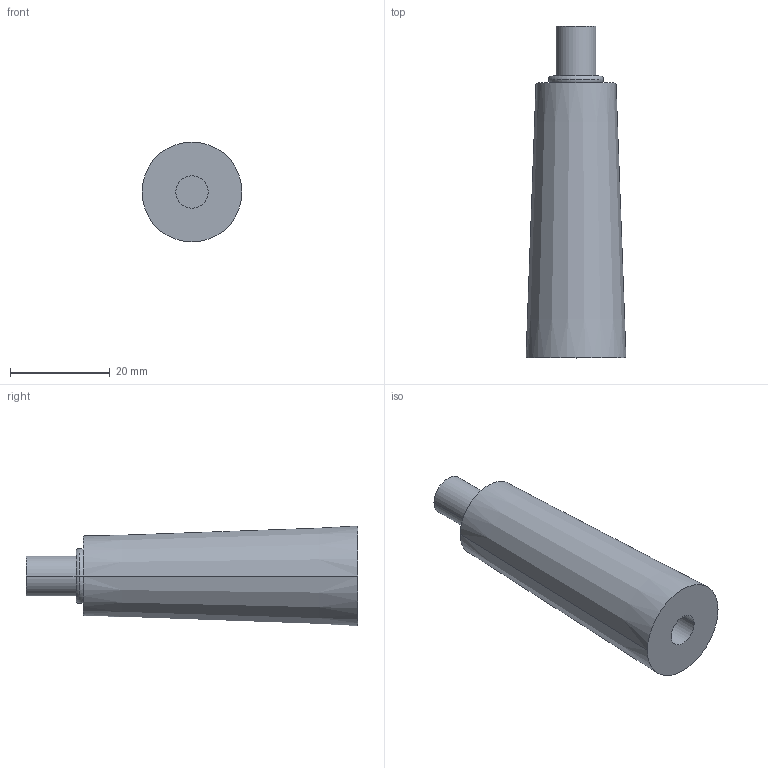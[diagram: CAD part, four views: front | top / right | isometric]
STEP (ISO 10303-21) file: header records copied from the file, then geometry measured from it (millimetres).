
FILE_DESCRIPTION((''),'2;1');
FILE_NAME('5207541_ASM','2015-06-19T',('AndreasKeweloh'),(''),'CREO PARAMETRIC BY PTC INC, 2015080','CREO PARAMETRIC BY PTC INC, 2015080','');
FILE_SCHEMA(('CONFIG_CONTROL_DESIGN'));
Length unit declared in the file: millimetre
Products named in the file (3): DOPPELNIPPEL_M8; ABSTANDSTUECK; 5207541_ASM
Assembly tree (2 placements, depth 2):
  5207541_ASM
    DOPPELNIPPEL_M8
    ABSTANDSTUECK
Bounding box: 20 x 66.4 x 20 mm (x, y, z)
Volume: 13301.2 mm3; surface area: 5475.8 mm2
Topology: 2 solids, 2 shells, 32 faces, 62 edges, 40 vertices
Faces by surface type: cylinder 10, plane 10, cone 8, torus 4
Entity records: 994 total; most frequent: CARTESIAN_POINT 215, DIRECTION 172, ORIENTED_EDGE 124, AXIS2_PLACEMENT_3D 77, EDGE_CURVE 62, VERTEX_POINT 40, EDGE_LOOP 40, CIRCLE 40
